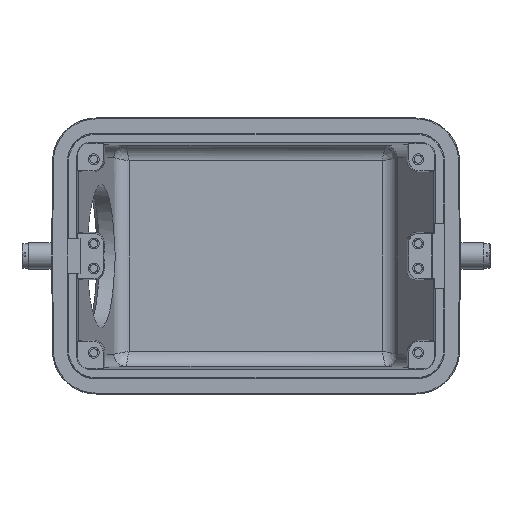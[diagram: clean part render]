
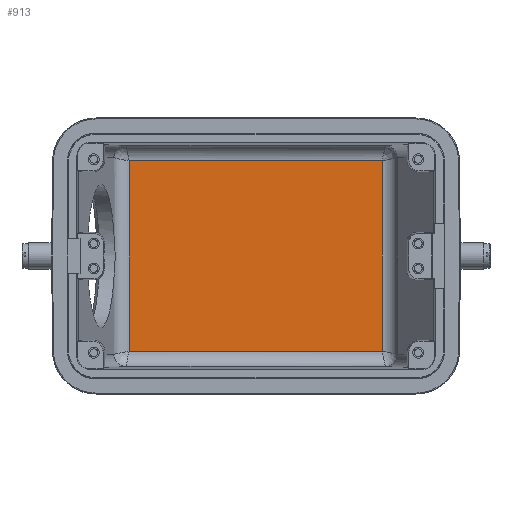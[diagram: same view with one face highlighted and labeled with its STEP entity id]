
A CAD part, front view. The second image highlights one B-rep face of the part: STEP entity #913.
In plain terms, the highlighted planar face has unit normal (0, -1, 0).
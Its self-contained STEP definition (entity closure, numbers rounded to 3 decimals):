
#913=ADVANCED_FACE('NONE',(#1551),#1206,.F.);
#1206=PLANE('',#8037);
#1551=FACE_OUTER_BOUND('',#2062,.T.);
#2062=EDGE_LOOP('',(#4187,#4188,#4189,#4190));
#4187=ORIENTED_EDGE('',*,*,#5932,.F.);
#4188=ORIENTED_EDGE('',*,*,#5946,.F.);
#4189=ORIENTED_EDGE('',*,*,#5990,.T.);
#4190=ORIENTED_EDGE('',*,*,#5933,.F.);
#4933=VERTEX_POINT('',#12640);
#4950=VERTEX_POINT('',#12767);
#4974=VERTEX_POINT('',#12945);
#4979=VERTEX_POINT('',#12981);
#5932=EDGE_CURVE('NONE',#4950,#4933,#6683,.T.);
#5933=EDGE_CURVE('NONE',#4933,#4974,#6684,.T.);
#5946=EDGE_CURVE('NONE',#4979,#4950,#6692,.T.);
#5990=EDGE_CURVE('NONE',#4979,#4974,#6718,.T.);
#6683=LINE('',#12942,#7394);
#6684=LINE('',#12944,#7395);
#6692=LINE('',#12982,#7403);
#6718=LINE('',#13241,#7429);
#7394=VECTOR('',#9809,1.);
#7395=VECTOR('',#9812,1.);
#7403=VECTOR('',#9840,1.);
#7429=VECTOR('',#9924,1.);
#8037=AXIS2_PLACEMENT_3D('',#13242,#9925,#9926);
#9809=DIRECTION('',(1.,0.,0.));
#9812=DIRECTION('',(0.,0.,-1.));
#9840=DIRECTION('',(0.,0.,1.));
#9924=DIRECTION('',(1.,0.,0.));
#9925=DIRECTION('',(0.,1.,0.));
#9926=DIRECTION('',(0.,0.,1.));
#12640=CARTESIAN_POINT('',(40.433,90.,30.488));
#12767=CARTESIAN_POINT('',(-40.687,90.,30.488));
#12942=CARTESIAN_POINT('',(44.554,90.,30.488));
#12944=CARTESIAN_POINT('',(40.433,90.,-36.3));
#12945=CARTESIAN_POINT('',(40.433,90.,-30.488));
#12981=CARTESIAN_POINT('',(-40.687,90.,-30.488));
#12982=CARTESIAN_POINT('',(-40.687,90.,-36.3));
#13241=CARTESIAN_POINT('',(44.554,90.,-30.488));
#13242=CARTESIAN_POINT('',(44.554,90.,-36.3));
